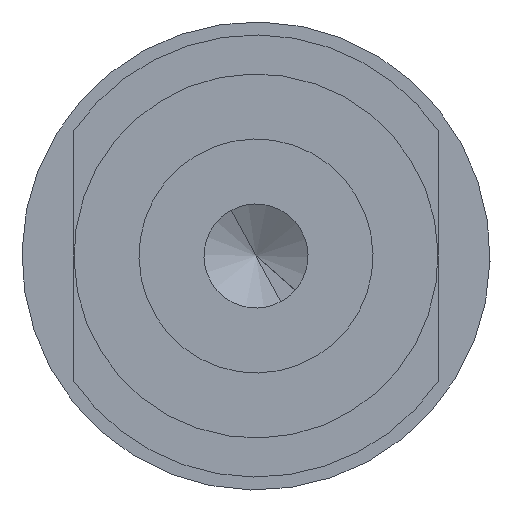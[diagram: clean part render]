
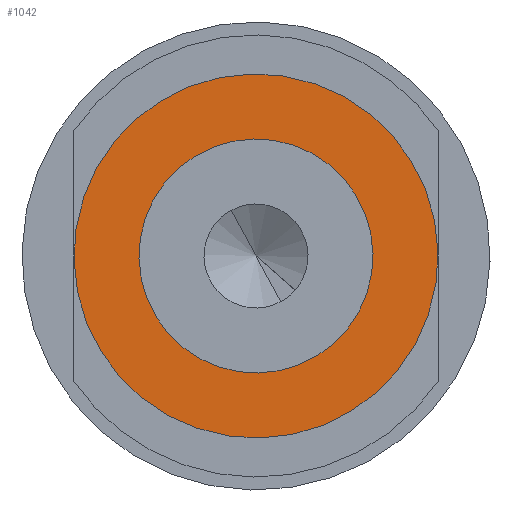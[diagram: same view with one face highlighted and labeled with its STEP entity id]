
A CAD part, left-side view. The second image highlights one B-rep face of the part: STEP entity #1042.
In plain terms, the highlighted planar face has unit normal (-1, 0, 0).
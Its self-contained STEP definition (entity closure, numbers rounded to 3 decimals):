
#557=AXIS2_PLACEMENT_3D('Circle Axis2P3D',#555,#556,$) ;
#592=AXIS2_PLACEMENT_3D('Circle Axis2P3D',#590,#591,$) ;
#939=AXIS2_PLACEMENT_3D('Circle Axis2P3D',#937,#938,$) ;
#963=AXIS2_PLACEMENT_3D('Circle Axis2P3D',#961,#962,$) ;
#1032=AXIS2_PLACEMENT_3D('Plane Axis2P3D',#1029,#1030,#1031) ;
#555=CARTESIAN_POINT('Axis2P3D Location',(-26.5,0.,0.)) ;
#559=CARTESIAN_POINT('Vertex',(-26.5,-1.079,1.975)) ;
#561=CARTESIAN_POINT('Vertex',(-26.5,1.079,-1.975)) ;
#590=CARTESIAN_POINT('Axis2P3D Location',(-26.5,0.,0.)) ;
#934=CARTESIAN_POINT('Vertex',(-26.5,-1.678,3.072)) ;
#937=CARTESIAN_POINT('Axis2P3D Location',(-26.5,0.,0.)) ;
#941=CARTESIAN_POINT('Vertex',(-26.5,1.678,-3.072)) ;
#961=CARTESIAN_POINT('Axis2P3D Location',(-26.5,0.,0.)) ;
#1029=CARTESIAN_POINT('Axis2P3D Location',(-26.5,0.,2.25)) ;
#556=DIRECTION('Axis2P3D Direction',(1.,0.,0.)) ;
#591=DIRECTION('Axis2P3D Direction',(1.,0.,0.)) ;
#938=DIRECTION('Axis2P3D Direction',(1.,0.,0.)) ;
#962=DIRECTION('Axis2P3D Direction',(1.,0.,0.)) ;
#1030=DIRECTION('Axis2P3D Direction',(1.,0.,0.)) ;
#1031=DIRECTION('Axis2P3D XDirection',(0.,1.,0.)) ;
#1035=ORIENTED_EDGE('',*,*,#943,.F.) ;
#1036=ORIENTED_EDGE('',*,*,#965,.F.) ;
#1039=ORIENTED_EDGE('',*,*,#594,.T.) ;
#1040=ORIENTED_EDGE('',*,*,#563,.T.) ;
#1041=FACE_BOUND('',#1038,.T.) ;
#1042=ADVANCED_FACE('Einschraubhuelse_mit_Klemmeinsatz',(#1037,#1041),#1033,.F.) ;
#558=CIRCLE('generated circle',#557,2.25) ;
#593=CIRCLE('generated circle',#592,2.25) ;
#940=CIRCLE('generated circle',#939,3.5) ;
#964=CIRCLE('generated circle',#963,3.5) ;
#563=EDGE_CURVE('',#560,#562,#558,.T.) ;
#594=EDGE_CURVE('',#562,#560,#593,.T.) ;
#943=EDGE_CURVE('',#935,#942,#940,.T.) ;
#965=EDGE_CURVE('',#942,#935,#964,.T.) ;
#1034=EDGE_LOOP('',(#1035,#1036)) ;
#1038=EDGE_LOOP('',(#1039,#1040)) ;
#1037=FACE_OUTER_BOUND('',#1034,.T.) ;
#1033=PLANE('Plane',#1032) ;
#560=VERTEX_POINT('',#559) ;
#562=VERTEX_POINT('',#561) ;
#935=VERTEX_POINT('',#934) ;
#942=VERTEX_POINT('',#941) ;
